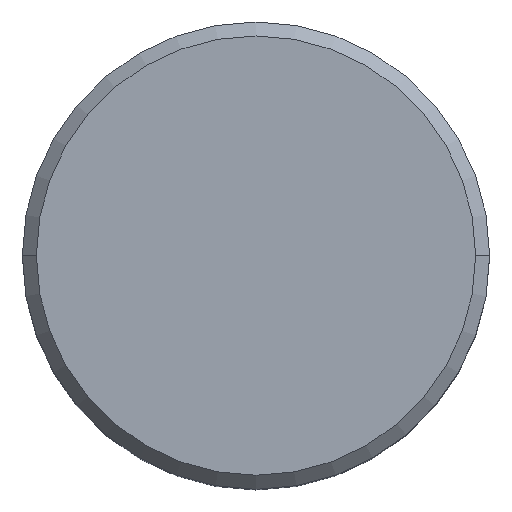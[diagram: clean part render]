
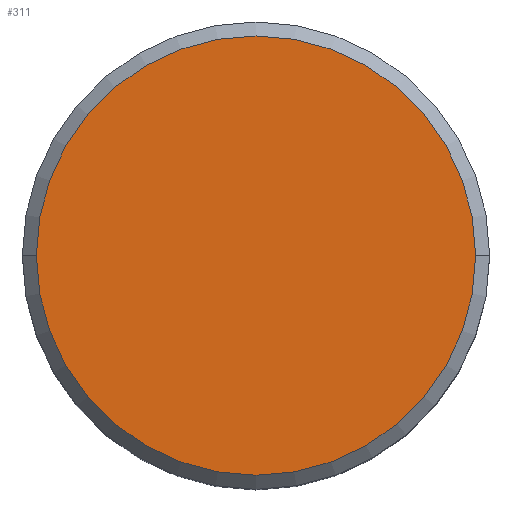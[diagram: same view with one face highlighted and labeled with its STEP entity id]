
A CAD part, top view. The second image highlights one B-rep face of the part: STEP entity #311.
In plain terms, the highlighted planar face has unit normal (0, 0, 1).
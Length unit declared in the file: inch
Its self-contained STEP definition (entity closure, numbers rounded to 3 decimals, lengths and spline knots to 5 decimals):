
#12 = CIRCLE ( 'NONE', #375, 0.235 ) ;
#15 = DIRECTION ( 'NONE',  ( 1., 0., 0. ) ) ;
#24 = DIRECTION ( 'NONE',  ( 1., 0., 0. ) ) ;
#34 = EDGE_CURVE ( 'NONE', #137, #63, #12, .T. ) ;
#43 = CARTESIAN_POINT ( 'NONE',  ( -0.235, 0., 0. ) ) ;
#61 = AXIS2_PLACEMENT_3D ( 'NONE', #457, #379, #166 ) ;
#63 = VERTEX_POINT ( 'NONE', #43 ) ;
#66 = EDGE_LOOP ( 'NONE', ( #89, #402 ) ) ;
#73 = CARTESIAN_POINT ( 'NONE',  ( 0., 0., 0. ) ) ;
#89 = ORIENTED_EDGE ( 'NONE', *, *, #221, .T. ) ;
#137 = VERTEX_POINT ( 'NONE', #361 ) ;
#166 = DIRECTION ( 'NONE',  ( -1., 0., 0. ) ) ;
#196 = FACE_OUTER_BOUND ( 'NONE', #66, .T. ) ;
#221 = EDGE_CURVE ( 'NONE', #63, #137, #452, .T. ) ;
#258 = CARTESIAN_POINT ( 'NONE',  ( 0., 0., 0. ) ) ;
#303 = PLANE ( 'NONE',  #61 ) ;
#311 = ADVANCED_FACE ( 'NONE', ( #196 ), #303, .F. ) ;
#323 = DIRECTION ( 'NONE',  ( 0., 0., 1. ) ) ;
#332 = AXIS2_PLACEMENT_3D ( 'NONE', #258, #370, #24 ) ;
#361 = CARTESIAN_POINT ( 'NONE',  ( 0.235, 0., 0. ) ) ;
#370 = DIRECTION ( 'NONE',  ( 0., 0., 1. ) ) ;
#375 = AXIS2_PLACEMENT_3D ( 'NONE', #73, #323, #15 ) ;
#379 = DIRECTION ( 'NONE',  ( 0., 0., -1. ) ) ;
#402 = ORIENTED_EDGE ( 'NONE', *, *, #34, .T. ) ;
#452 = CIRCLE ( 'NONE', #332, 0.235 ) ;
#457 = CARTESIAN_POINT ( 'NONE',  ( 0., 0.235, 0. ) ) ;
